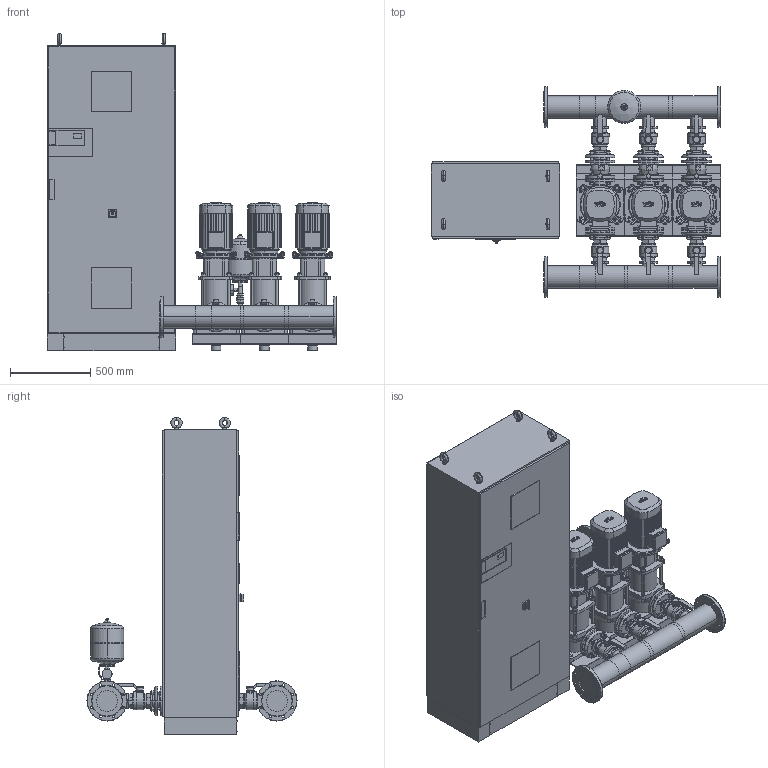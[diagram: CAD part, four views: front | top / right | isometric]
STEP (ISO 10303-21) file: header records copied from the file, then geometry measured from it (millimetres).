
FILE_DESCRIPTION((''),'2;1');
FILE_NAME('3d_SiBoostSmartFC3HELIXV3602-2540800.stp','2016-01-25T11:21:34',(''),(''),'Mechanical Desktop 2009','Mechanical Desktop 2009',', , ');
FILE_SCHEMA(('CONFIG_CONTROL_DESIGN'));
Length unit declared in the file: millimetre
Products named in the file (1): Product
Bounding box: 1800 x 1307 x 1975 mm (x, y, z)
Volume: 874220649.7 mm3; surface area: 17160073.7 mm2
Topology: 197 solids, 197 shells, 4656 faces, 11643 edges, 7580 vertices
Faces by surface type: plane 1753, bspline 1617, cylinder 996, cone 190, torus 94, sphere 6
Entity records: 155750 total; most frequent: CARTESIAN_POINT 46574, ORIENTED_EDGE 23250, DIRECTION 21491, EDGE_CURVE 11625, VERTEX_POINT 7575, AXIS2_PLACEMENT_3D 7374, VECTOR 6743, LINE 6743
